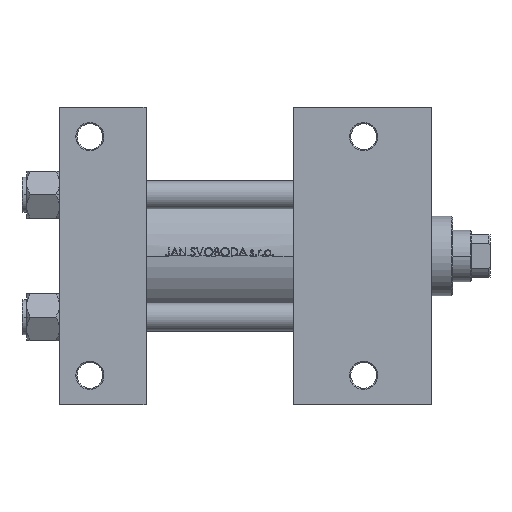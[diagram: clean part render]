
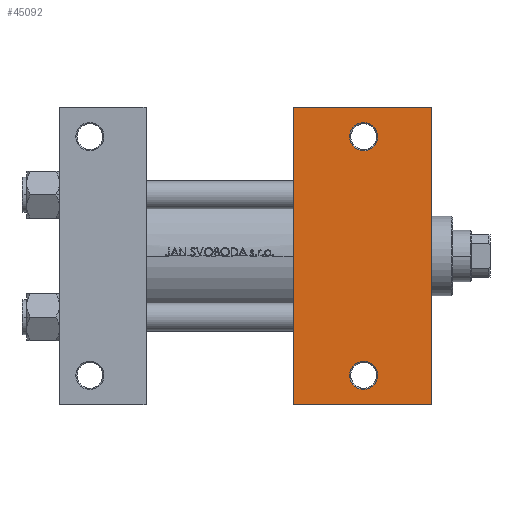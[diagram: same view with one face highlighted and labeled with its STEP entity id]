
A CAD part, front view. The second image highlights one B-rep face of the part: STEP entity #45092.
In plain terms, the highlighted face is planar.
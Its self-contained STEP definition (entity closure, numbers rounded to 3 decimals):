
#366 = ORIENTED_EDGE ( 'NONE', *, *, #32416, .T. ) ;
#1768 = VECTOR ( 'NONE', #40387, 1000. ) ;
#2570 = EDGE_CURVE ( 'NONE', #42066, #45418, #22573, .T. ) ;
#3122 = DIRECTION ( 'NONE',  ( 0., 0., 1. ) ) ;
#3500 = ORIENTED_EDGE ( 'NONE', *, *, #14586, .T. ) ;
#4899 = VERTEX_POINT ( 'NONE', #26148 ) ;
#5149 = ORIENTED_EDGE ( 'NONE', *, *, #43324, .T. ) ;
#6108 = DIRECTION ( 'NONE',  ( 0., 0., 1. ) ) ;
#7568 = AXIS2_PLACEMENT_3D ( 'NONE', #31755, #34515, #42265 ) ;
#7987 = CARTESIAN_POINT ( 'NONE',  ( 159., -63.5, -37.5 ) ) ;
#8473 = CARTESIAN_POINT ( 'NONE',  ( 130., 51., -37.5 ) ) ;
#8719 = EDGE_CURVE ( 'NONE', #21871, #4899, #16744, .T. ) ;
#8855 = FACE_OUTER_BOUND ( 'NONE', #40883, .T. ) ;
#9737 = LINE ( 'NONE', #25911, #1768 ) ;
#9910 = AXIS2_PLACEMENT_3D ( 'NONE', #8473, #23659, #42119 ) ;
#10253 = CARTESIAN_POINT ( 'NONE',  ( 124.001, 51., -37.5 ) ) ;
#12820 = ORIENTED_EDGE ( 'NONE', *, *, #2570, .T. ) ;
#13005 = DIRECTION ( 'NONE',  ( 1., 0., 0. ) ) ;
#14527 = LINE ( 'NONE', #25742, #44561 ) ;
#14586 = EDGE_CURVE ( 'NONE', #32115, #32352, #38895, .T. ) ;
#15369 = EDGE_LOOP ( 'NONE', ( #12820, #5149 ) ) ;
#16744 = LINE ( 'NONE', #47133, #41903 ) ;
#17992 = EDGE_CURVE ( 'NONE', #32418, #29056, #14527, .T. ) ;
#19819 = FACE_BOUND ( 'NONE', #15369, .T. ) ;
#20279 = CARTESIAN_POINT ( 'NONE',  ( 100., -63.5, -37.5 ) ) ;
#21871 = VERTEX_POINT ( 'NONE', #41198 ) ;
#22573 = CIRCLE ( 'NONE', #44066, 5.999 ) ;
#22636 = AXIS2_PLACEMENT_3D ( 'NONE', #33724, #3122, #29523 ) ;
#23659 = DIRECTION ( 'NONE',  ( 0., 0., 1. ) ) ;
#25274 = CARTESIAN_POINT ( 'NONE',  ( 130., 51., -37.5 ) ) ;
#25742 = CARTESIAN_POINT ( 'NONE',  ( 100., -63.5, -37.5 ) ) ;
#25911 = CARTESIAN_POINT ( 'NONE',  ( 159., 37.5, -37.5 ) ) ;
#26148 = CARTESIAN_POINT ( 'NONE',  ( 159., 63.5, -37.5 ) ) ;
#27056 = FACE_BOUND ( 'NONE', #28952, .T. ) ;
#27180 = EDGE_CURVE ( 'NONE', #4899, #32418, #9737, .T. ) ;
#28952 = EDGE_LOOP ( 'NONE', ( #3500, #366 ) ) ;
#29056 = VERTEX_POINT ( 'NONE', #20279 ) ;
#29523 = DIRECTION ( 'NONE',  ( -1., 0., 0. ) ) ;
#30152 = ORIENTED_EDGE ( 'NONE', *, *, #8719, .T. ) ;
#30188 = CARTESIAN_POINT ( 'NONE',  ( 135.999, -51., -37.5 ) ) ;
#30540 = ORIENTED_EDGE ( 'NONE', *, *, #17992, .T. ) ;
#30890 = CARTESIAN_POINT ( 'NONE',  ( 135.999, 51., -37.5 ) ) ;
#31394 = VECTOR ( 'NONE', #43440, 1000. ) ;
#31584 = CARTESIAN_POINT ( 'NONE',  ( 124., -51., -37.5 ) ) ;
#31755 = CARTESIAN_POINT ( 'NONE',  ( 159., 37.5, -37.5 ) ) ;
#32115 = VERTEX_POINT ( 'NONE', #10253 ) ;
#32352 = VERTEX_POINT ( 'NONE', #30890 ) ;
#32416 = EDGE_CURVE ( 'NONE', #32352, #32115, #44901, .T. ) ;
#32418 = VERTEX_POINT ( 'NONE', #7987 ) ;
#32463 = LINE ( 'NONE', #39454, #31394 ) ;
#33229 = DIRECTION ( 'NONE',  ( -1., 0., 0. ) ) ;
#33724 = CARTESIAN_POINT ( 'NONE',  ( 130., -51., -37.5 ) ) ;
#34515 = DIRECTION ( 'NONE',  ( 0., 0., -1. ) ) ;
#34663 = DIRECTION ( 'NONE',  ( 0., 0., 1. ) ) ;
#34769 = PLANE ( 'NONE',  #7568 ) ;
#35683 = ORIENTED_EDGE ( 'NONE', *, *, #47949, .F. ) ;
#38663 = DIRECTION ( 'NONE',  ( -1., 0., 0. ) ) ;
#38895 = CIRCLE ( 'NONE', #49245, 5.999 ) ;
#39032 = ORIENTED_EDGE ( 'NONE', *, *, #27180, .T. ) ;
#39454 = CARTESIAN_POINT ( 'NONE',  ( 100., 37.5, -37.5 ) ) ;
#40387 = DIRECTION ( 'NONE',  ( 0., -1., 0. ) ) ;
#40883 = EDGE_LOOP ( 'NONE', ( #35683, #30152, #39032, #30540 ) ) ;
#41198 = CARTESIAN_POINT ( 'NONE',  ( 100., 63.5, -37.5 ) ) ;
#41663 = CARTESIAN_POINT ( 'NONE',  ( 130., -51., -37.5 ) ) ;
#41903 = VECTOR ( 'NONE', #13005, 1000. ) ;
#42066 = VERTEX_POINT ( 'NONE', #31584 ) ;
#42119 = DIRECTION ( 'NONE',  ( -1., 0., 0. ) ) ;
#42265 = DIRECTION ( 'NONE',  ( -1., 0., 0. ) ) ;
#43324 = EDGE_CURVE ( 'NONE', #45418, #42066, #48100, .T. ) ;
#43440 = DIRECTION ( 'NONE',  ( 0., -1., 0. ) ) ;
#44066 = AXIS2_PLACEMENT_3D ( 'NONE', #41663, #34663, #38663 ) ;
#44561 = VECTOR ( 'NONE', #48424, 1000. ) ;
#44901 = CIRCLE ( 'NONE', #9910, 5.999 ) ;
#45092 = ADVANCED_FACE ( 'NONE', ( #27056, #19819, #8855 ), #34769, .T. ) ;
#45418 = VERTEX_POINT ( 'NONE', #30188 ) ;
#47133 = CARTESIAN_POINT ( 'NONE',  ( 100., 63.5, -37.5 ) ) ;
#47949 = EDGE_CURVE ( 'NONE', #21871, #29056, #32463, .T. ) ;
#48100 = CIRCLE ( 'NONE', #22636, 5.999 ) ;
#48424 = DIRECTION ( 'NONE',  ( -1., 0., 0. ) ) ;
#49245 = AXIS2_PLACEMENT_3D ( 'NONE', #25274, #6108, #33229 ) ;
